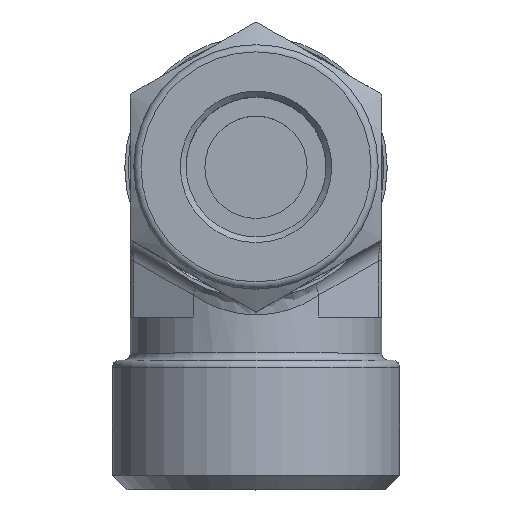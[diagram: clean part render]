
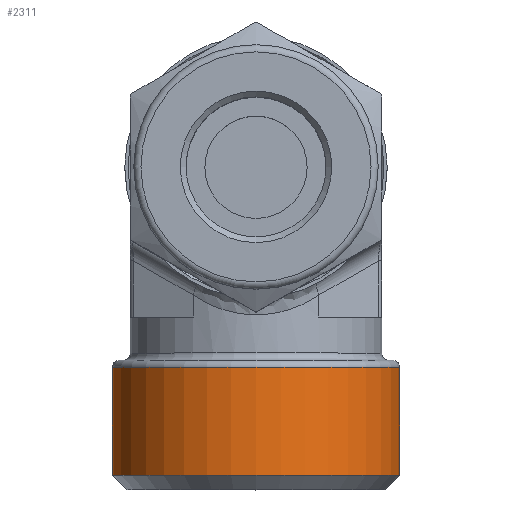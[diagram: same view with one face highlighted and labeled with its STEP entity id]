
A CAD part, top view. The second image highlights one B-rep face of the part: STEP entity #2311.
In plain terms, the highlighted cylindrical face has radius 10 mm (diameter 20 mm), a full revolution.
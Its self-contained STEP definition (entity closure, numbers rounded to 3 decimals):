
#72=CYLINDRICAL_SURFACE('',#2580,10.);
#230=CIRCLE('',#2581,10.);
#231=CIRCLE('',#2582,10.);
#364=FACE_OUTER_BOUND('',#526,.T.);
#526=EDGE_LOOP('',(#1844,#1845,#1846,#1847));
#669=LINE('',#3936,#823);
#823=VECTOR('',#3143,10.);
#1056=VERTEX_POINT('',#3933);
#1057=VERTEX_POINT('',#3935);
#1333=EDGE_CURVE('',#1056,#1056,#230,.T.);
#1334=EDGE_CURVE('',#1056,#1057,#669,.T.);
#1335=EDGE_CURVE('',#1057,#1057,#231,.T.);
#1844=ORIENTED_EDGE('',*,*,#1333,.F.);
#1845=ORIENTED_EDGE('',*,*,#1334,.T.);
#1846=ORIENTED_EDGE('',*,*,#1335,.T.);
#1847=ORIENTED_EDGE('',*,*,#1334,.F.);
#2311=ADVANCED_FACE('',(#364),#72,.T.);
#2580=AXIS2_PLACEMENT_3D('',#3932,#3139,#3140);
#2581=AXIS2_PLACEMENT_3D('',#3934,#3141,#3142);
#2582=AXIS2_PLACEMENT_3D('',#3937,#3144,#3145);
#3139=DIRECTION('center_axis',(0.,-1.,0.));
#3140=DIRECTION('ref_axis',(0.,0.,-1.));
#3141=DIRECTION('center_axis',(0.,-1.,0.));
#3142=DIRECTION('ref_axis',(1.,0.,0.));
#3143=DIRECTION('',(0.,1.,0.));
#3144=DIRECTION('center_axis',(0.,-1.,0.));
#3145=DIRECTION('ref_axis',(1.,0.,0.));
#3932=CARTESIAN_POINT('Origin',(0.,-17.65,0.));
#3933=CARTESIAN_POINT('',(0.,-21.4,10.));
#3934=CARTESIAN_POINT('Origin',(0.,-21.4,0.));
#3935=CARTESIAN_POINT('',(0.,-13.9,10.));
#3936=CARTESIAN_POINT('',(0.,-17.65,10.));
#3937=CARTESIAN_POINT('Origin',(0.,-13.9,0.));
